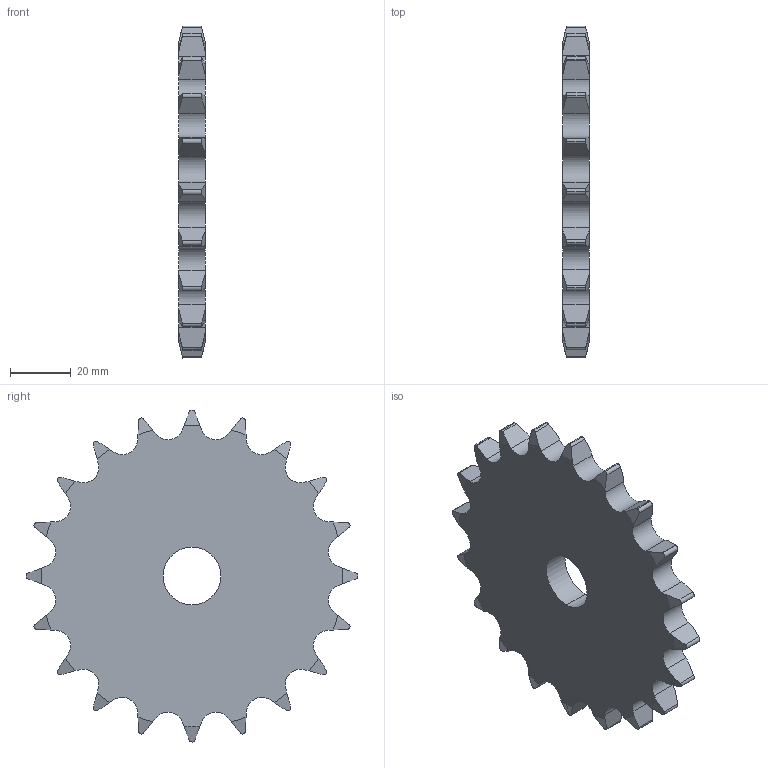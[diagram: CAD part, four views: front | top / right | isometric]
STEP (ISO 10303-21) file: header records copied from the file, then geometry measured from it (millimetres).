
FILE_DESCRIPTION (( 'STEP AP214' ), '1' );
FILE_NAME ('Martin Sprocket Gear-50A20.STEP', '2018-12-17T10:13:36', ( '' ), ( '' ), 'SwSTEP 2.0', 'SolidWorks 2018', '' );
FILE_SCHEMA (( 'AUTOMOTIVE_DESIGN' ));
Length unit declared in the file: inch
Products named in the file (1): Martin Sprocket  Gear-50A20
Bounding box: 8.71 x 109.75 x 109.75 mm (x, y, z)
Volume: 62663.2 mm3; surface area: 19154.3 mm2
Topology: 1 solids, 1 shells, 139 faces, 410 edges, 273 vertices
Faces by surface type: cylinder 55, cone 42, plane 42
Entity records: 5071 total; most frequent: CARTESIAN_POINT 1486, ORIENTED_EDGE 820, DIRECTION 653, EDGE_CURVE 410, VERTEX_POINT 273, AXIS2_PLACEMENT_3D 238, LINE 177, VECTOR 177
